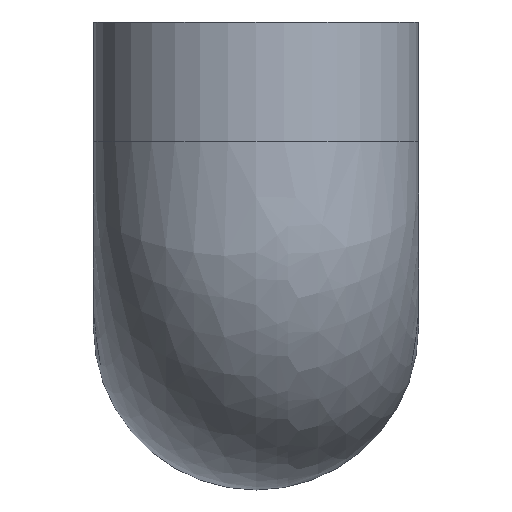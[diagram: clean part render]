
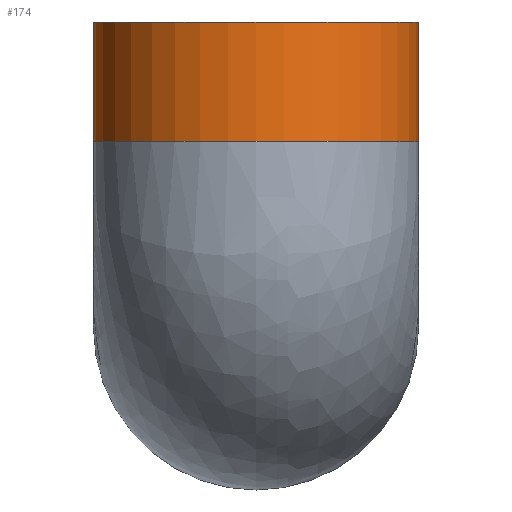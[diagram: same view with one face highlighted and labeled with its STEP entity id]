
A CAD part, top view. The second image highlights one B-rep face of the part: STEP entity #174.
In plain terms, the highlighted cylindrical face has radius 21.5 mm (diameter 43 mm), a full revolution.
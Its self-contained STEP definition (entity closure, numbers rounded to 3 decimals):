
#28=FACE_BOUND($,#51,.T.);
#38=FACE_OUTER_BOUND($,#50,.T.);
#50=EDGE_LOOP($,(#152,#153,#154));
#51=EDGE_LOOP($,(#155));
#73=CIRCLE($,#200,21.5);
#74=CIRCLE($,#201,21.5);
#75=CIRCLE($,#202,21.5);
#76=CIRCLE($,#204,21.5);
#93=VERTEX_POINT($,#2730);
#94=VERTEX_POINT($,#2743);
#95=VERTEX_POINT($,#2745);
#96=VERTEX_POINT($,#2749);
#115=EDGE_CURVE($,#94,#93,#73,.T.);
#116=EDGE_CURVE($,#95,#94,#74,.T.);
#117=EDGE_CURVE($,#93,#95,#75,.T.);
#118=EDGE_CURVE($,#96,#96,#76,.T.);
#152=ORIENTED_EDGE($,*,*,#116,.T.);
#153=ORIENTED_EDGE($,*,*,#115,.T.);
#154=ORIENTED_EDGE($,*,*,#117,.T.);
#155=ORIENTED_EDGE($,*,*,#118,.T.);
#166=CYLINDRICAL_SURFACE($,#203,21.5);
#174=ADVANCED_FACE($,(#38,#28),#166,.T.);
#200=AXIS2_PLACEMENT_3D($,#2744,#249,#250);
#201=AXIS2_PLACEMENT_3D($,#2746,#251,#252);
#202=AXIS2_PLACEMENT_3D($,#2747,#253,#254);
#203=AXIS2_PLACEMENT_3D($,#2748,#255,#256);
#204=AXIS2_PLACEMENT_3D($,#2750,#257,#258);
#249=DIRECTION('center_axis',(0.,1.,0.));
#250=DIRECTION('ref_axis',(-1.,0.,0.));
#251=DIRECTION('center_axis',(0.,1.,0.));
#252=DIRECTION('ref_axis',(-1.,0.,0.));
#253=DIRECTION('center_axis',(0.,1.,0.));
#254=DIRECTION('ref_axis',(-1.,0.,0.));
#255=DIRECTION('center_axis',(0.,1.,0.));
#256=DIRECTION('ref_axis',(-1.,0.,0.));
#257=DIRECTION('center_axis',(0.,-1.,0.));
#258=DIRECTION('ref_axis',(-1.,0.,0.));
#2730=CARTESIAN_POINT('',(0.,24.5,61.8));
#2743=CARTESIAN_POINT('',(-21.5,24.5,40.3));
#2744=CARTESIAN_POINT('Origin',(0.,24.5,40.3));
#2745=CARTESIAN_POINT('',(21.5,24.5,40.3));
#2746=CARTESIAN_POINT('Origin',(0.,24.5,40.3));
#2747=CARTESIAN_POINT('Origin',(0.,24.5,40.3));
#2748=CARTESIAN_POINT('Origin',(0.,40.3,40.3));
#2749=CARTESIAN_POINT('',(21.5,40.3,40.3));
#2750=CARTESIAN_POINT('Origin',(0.,40.3,40.3));
